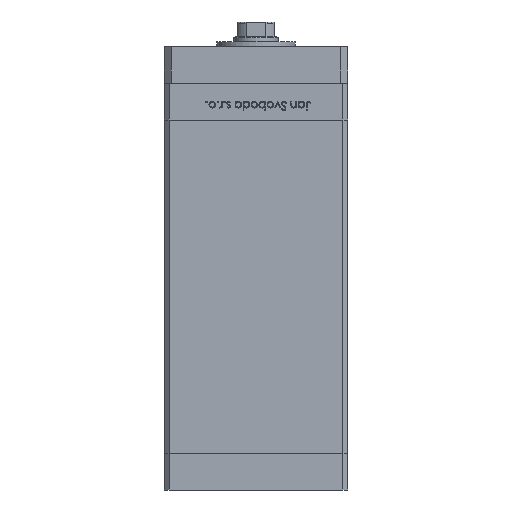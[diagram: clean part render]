
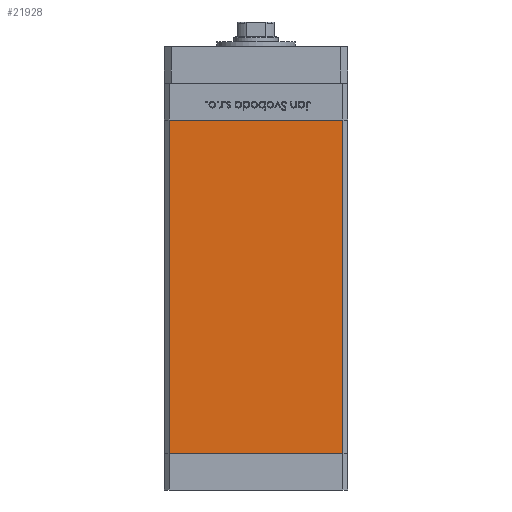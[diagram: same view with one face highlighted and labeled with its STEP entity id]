
A CAD part, front view. The second image highlights one B-rep face of the part: STEP entity #21928.
In plain terms, the highlighted planar face has unit normal (0, -1, 0).
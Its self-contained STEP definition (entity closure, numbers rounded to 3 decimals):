
#730 = LINE ( 'NONE', #37070, #4498 ) ;
#815 = VECTOR ( 'NONE', #30413, 1000. ) ;
#1006 = CARTESIAN_POINT ( 'NONE',  ( -35.5, -32.5, 136. ) ) ;
#2267 = FACE_OUTER_BOUND ( 'NONE', #15593, .T. ) ;
#3086 = CARTESIAN_POINT ( 'NONE',  ( -35.5, -32.5, 136. ) ) ;
#4498 = VECTOR ( 'NONE', #53593, 1000. ) ;
#4658 = ORIENTED_EDGE ( 'NONE', *, *, #16379, .F. ) ;
#5381 = CARTESIAN_POINT ( 'NONE',  ( -35.5, -32.5, 0. ) ) ;
#7373 = CARTESIAN_POINT ( 'NONE',  ( 35.5, -32.5, 136. ) ) ;
#12492 = VERTEX_POINT ( 'NONE', #7373 ) ;
#14922 = VECTOR ( 'NONE', #21346, 1000. ) ;
#15593 = EDGE_LOOP ( 'NONE', ( #51839, #35576, #4658, #52785 ) ) ;
#16379 = EDGE_CURVE ( 'NONE', #16521, #12492, #30525, .T. ) ;
#16457 = VECTOR ( 'NONE', #38709, 1000. ) ;
#16521 = VERTEX_POINT ( 'NONE', #31057 ) ;
#20007 = CARTESIAN_POINT ( 'NONE',  ( -35.5, -32.5, 0. ) ) ;
#21346 = DIRECTION ( 'NONE',  ( 1., 0., 0. ) ) ;
#21730 = VERTEX_POINT ( 'NONE', #20007 ) ;
#21928 = ADVANCED_FACE ( 'NONE', ( #2267 ), #23399, .F. ) ;
#23399 = PLANE ( 'NONE',  #36592 ) ;
#26235 = LINE ( 'NONE', #5381, #16457 ) ;
#30413 = DIRECTION ( 'NONE',  ( 0., 0., -1. ) ) ;
#30525 = LINE ( 'NONE', #1006, #14922 ) ;
#31057 = CARTESIAN_POINT ( 'NONE',  ( -35.5, -32.5, 136. ) ) ;
#35576 = ORIENTED_EDGE ( 'NONE', *, *, #42616, .F. ) ;
#35877 = DIRECTION ( 'NONE',  ( 0., 0., 1. ) ) ;
#36250 = VERTEX_POINT ( 'NONE', #49096 ) ;
#36592 = AXIS2_PLACEMENT_3D ( 'NONE', #3086, #53202, #35877 ) ;
#37070 = CARTESIAN_POINT ( 'NONE',  ( -35.5, -32.5, 136. ) ) ;
#38709 = DIRECTION ( 'NONE',  ( 1., 0., 0. ) ) ;
#39361 = LINE ( 'NONE', #42891, #815 ) ;
#42616 = EDGE_CURVE ( 'NONE', #12492, #36250, #39361, .T. ) ;
#42891 = CARTESIAN_POINT ( 'NONE',  ( 35.5, -32.5, 136. ) ) ;
#44104 = EDGE_CURVE ( 'NONE', #21730, #36250, #26235, .T. ) ;
#49096 = CARTESIAN_POINT ( 'NONE',  ( 35.5, -32.5, 0. ) ) ;
#51839 = ORIENTED_EDGE ( 'NONE', *, *, #44104, .T. ) ;
#51984 = EDGE_CURVE ( 'NONE', #16521, #21730, #730, .T. ) ;
#52785 = ORIENTED_EDGE ( 'NONE', *, *, #51984, .T. ) ;
#53202 = DIRECTION ( 'NONE',  ( 0., 1., 0. ) ) ;
#53593 = DIRECTION ( 'NONE',  ( 0., 0., -1. ) ) ;
